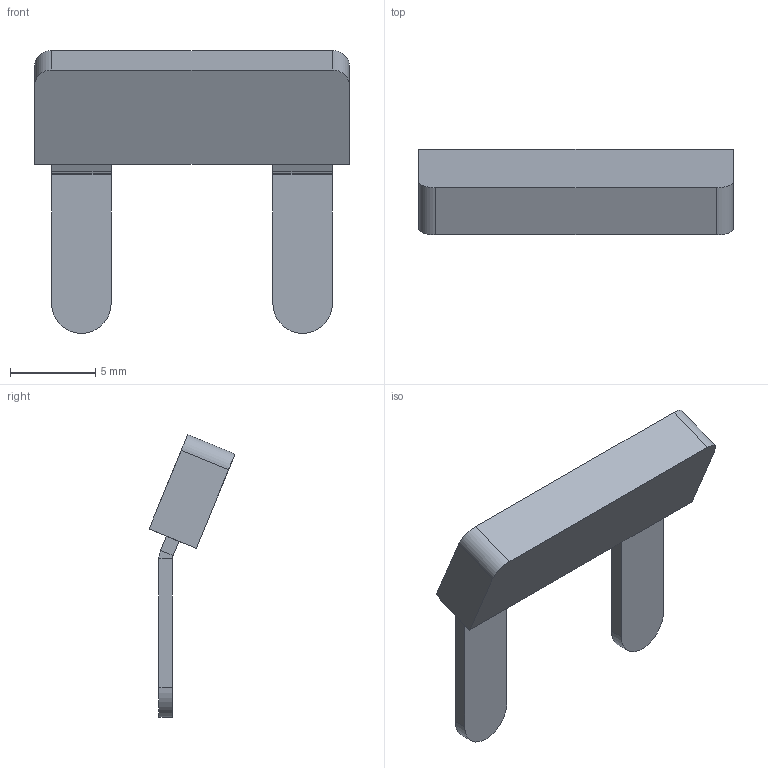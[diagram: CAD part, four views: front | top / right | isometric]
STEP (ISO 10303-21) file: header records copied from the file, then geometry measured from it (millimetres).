
FILE_DESCRIPTION(('CATIA V5 STEP Exchange','CAx-IF Rec.Pracs.--- Model Styling and Organization---1.4--- 2014-01-23'),'2;1');
FILE_NAME ('041766-1_2_3834100000_3834100000.stp','2021-12-09T22:00:08+00:00',('none'),('Weidmueller'),'CATIA Version 5-6 Release 2016 SP3 HF44','CATIA V5 STEP AP214','none');
FILE_SCHEMA(('AUTOMOTIVE_DESIGN { 1 0 10303 214 1 1 1 1 }'));
Length unit declared in the file: millimetre
Products named in the file (1): 3834100000
Bounding box: 18.5 x 5.05 x 16.61 mm (x, y, z)
Volume: 388.8 mm3; surface area: 865.8 mm2
Topology: 2 solids, 2 shells, 54 faces, 134 edges, 84 vertices
Faces by surface type: plane 34, cylinder 20
Entity records: 1610 total; most frequent: CARTESIAN_POINT 315, ORIENTED_EDGE 268, DIRECTION 239, EDGE_CURVE 134, VECTOR 94, LINE 94, AXIS2_PLACEMENT_3D 92, VERTEX_POINT 84
